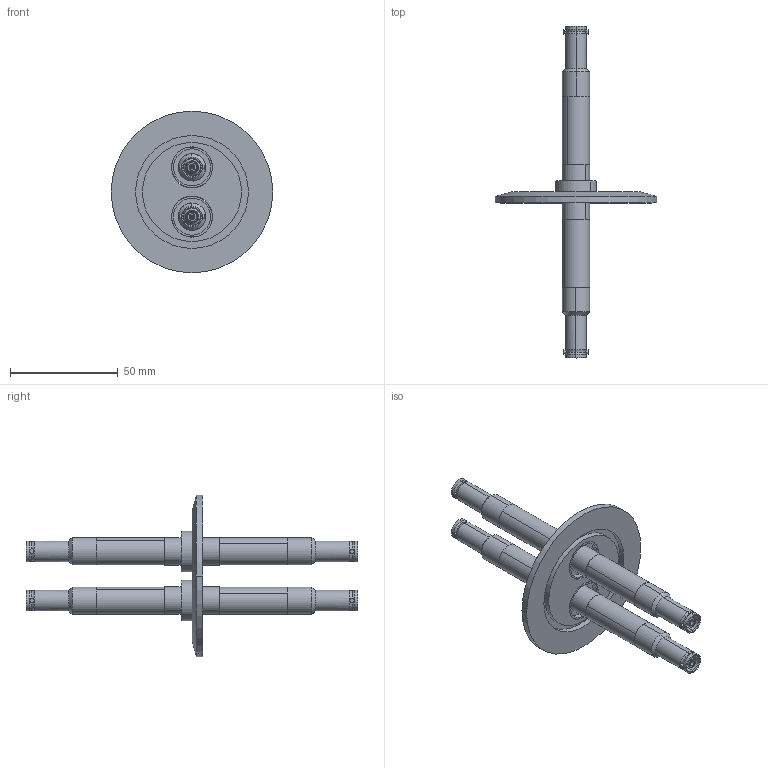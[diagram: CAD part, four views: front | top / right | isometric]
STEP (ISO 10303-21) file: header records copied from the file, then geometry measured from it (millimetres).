
FILE_DESCRIPTION (( 'STEP AP203' ), '1' );
FILE_NAME ('A8273-2-QF.STEP', '2016-09-13T20:29:36', ( '' ), ( '' ), 'SwSTEP 2.0', 'SolidWorks 2016', '' );
FILE_SCHEMA (( 'CONFIG_CONTROL_DESIGN' ));
Length unit declared in the file: inch
Products named in the file (14): A1361; A1360-2; A5087-1; A0353-9; A1499-4; A0468; A0004_A0004-29; A1362; A8273-2-QF; A2613-4; A5088-1_TRIMMED; A1363; A0093_A0093-5; A0323-4
Assembly tree (18 placements, depth 5):
  A8273-2-QF
    A0004_A0004-29
    A2613-4  x2
      A5088-1_TRIMMED
        A5087-1
          A1361
          A1362
          A1363
        A0353-9
      A1499-4
        A1360-2
          A0323-4
          A0093_A0093-5
          A1361
          A1362
          A1363
        A0353-9
      A0468
Bounding box: 74.93 x 153.92 x 74.93 mm (x, y, z)
Volume: 35826 mm3; surface area: 43201.8 mm2
Topology: 23 solids, 23 shells, 422 faces, 878 edges, 530 vertices
Faces by surface type: cylinder 206, plane 82, torus 76, cone 58
Entity records: 5740 total; most frequent: CARTESIAN_POINT 847, DIRECTION 806, ORIENTED_EDGE 592, AXIS2_PLACEMENT_3D 357, EDGE_CURVE 296, CIRCLE 188, VERTEX_POINT 180, EDGE_LOOP 172
